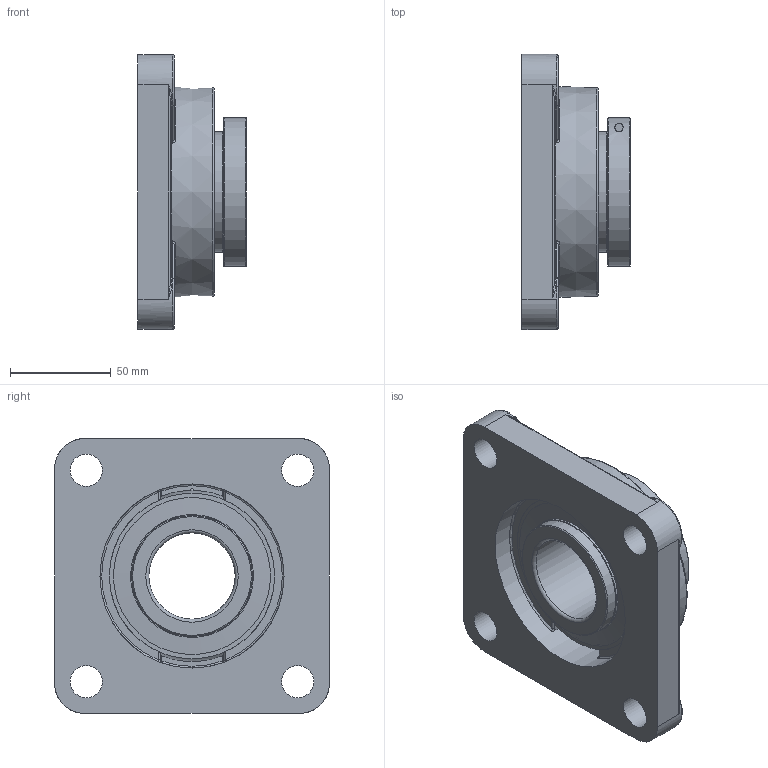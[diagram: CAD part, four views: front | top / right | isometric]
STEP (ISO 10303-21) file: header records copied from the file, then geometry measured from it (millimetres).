
FILE_DESCRIPTION(('HOOPS Exchange Step'),'2;1');
FILE_NAME('export-A4F09553-08DF-47A2-91B6-40FF2BC738BC.stp','2020-05-28T14:40:48-07:00',('dkerr'),('Alibre'),'HOOPS Exchange 2020.0','Alibre','Unknown authorisation');
FILE_SCHEMA( ('AP242_MANAGED_MODEL_BASED_3D_ENGINEERING_MIM_LF {1 0 10303 442 1 1 4 }') );
Length unit declared in the file: inch
Products named in the file (8): MRN SFM L4L 209; MRN SUE 209-27 L4L (1.6875) (Race); MRN SUE 209 L4L (Ball); MRN SUE 209 L4L (Lock Ring); MRN SUE 209 L4L (Shield); MRN SUE 209 L4L (Bolt); MRN SUE 209-27 L4L (1.6875); MRN SUESFM 209-27 L4L (1.6875inch)
Assembly tree (8 placements, depth 3):
  MRN SUESFM 209-27 L4L (1.6875inch)
    MRN SFM L4L 209
    MRN SUE 209-27 L4L (1.6875)
      MRN SUE 209-27 L4L (1.6875) (Race)
      MRN SUE 209 L4L (Ball)
      MRN SUE 209 L4L (Lock Ring)
      MRN SUE 209 L4L (Shield)  x2
      MRN SUE 209 L4L (Bolt)
Bounding box: 53.7 x 136.5 x 136.5 mm (x, y, z)
Volume: 355922.6 mm3; surface area: 108969.2 mm2
Topology: 16 solids, 16 shells, 284 faces, 756 edges, 468 vertices
Faces by surface type: plane 79, cylinder 77, torus 44, cone 31, bspline 28, sphere 25
Full cylindrical faces by diameter (mm): 4.134 x1, 4.137 x1, 5.8 x1, 8.5 x1, 16 x4, 42.862 x1, 60 x4, 61.016 x2, 76 x2, 78 x2, 88.9 x1, 91.44 x1, 95.22 x1
Entity records: 14902 total; most frequent: CARTESIAN_POINT 8016, DIRECTION 1441, ORIENTED_EDGE 1390, EDGE_CURVE 695, AXIS2_PLACEMENT_3D 608, VERTEX_POINT 454, CIRCLE 335, EDGE_LOOP 303
